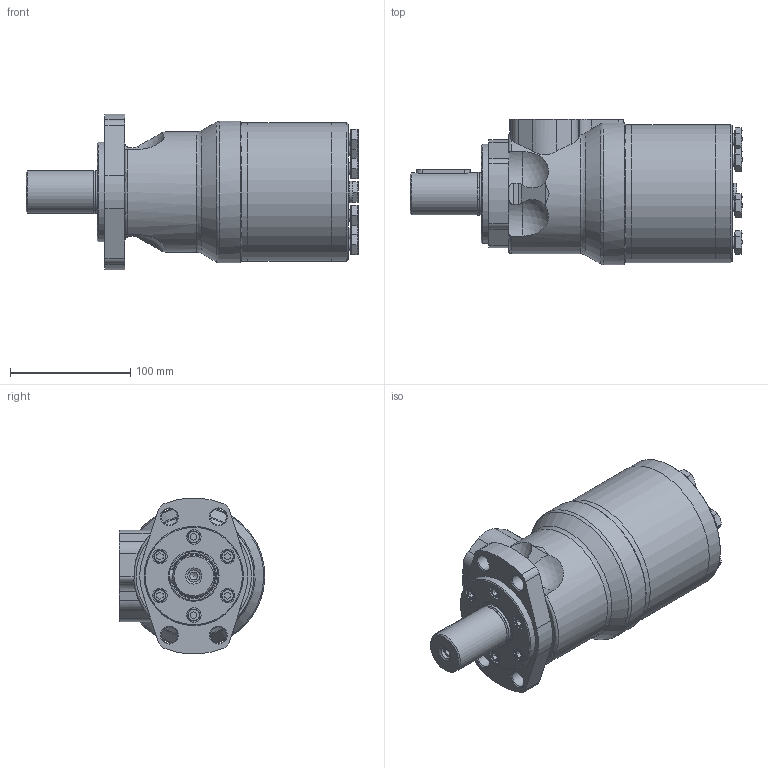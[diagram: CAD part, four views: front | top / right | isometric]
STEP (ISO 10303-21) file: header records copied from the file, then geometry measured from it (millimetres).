
FILE_DESCRIPTION(/* description */ ('STEP AP214'),/* implementation_level */ '2;1');
FILE_NAME(/* name */ 'MH500CBP',/* time_stamp */ '2023-02-20T09:22:48+01:00',/* author */ ('License CC BY-ND 4.0'),/* organization */ ('CADENAS'),/* preprocessor_version */ 'ST-DEVELOPER v18.102',/* originating_system */ 'PARTsolutions',/* authorisation */ ' ');
FILE_SCHEMA (('AUTOMOTIVE_DESIGN {1 0 10303 214 3 1 1}'));
Length unit declared in the file: millimetre
Products named in the file (8): MH500CBP; Hexagon bolt DIN 931-1 M10x650; MH-EC; MH500D; MH-VP; MHCBSH; MH-BO; MH-FC
Assembly tree (13 placements, depth 2):
  MH500CBP
    Hexagon bolt DIN 931-1 M10x650  x7
    MH-EC
    MH500D
    MH-VP
    MHCBSH
    MH-BO
    MH-FC
Bounding box: 276.2 x 121 x 129.6 mm (x, y, z)
Volume: 1977772.5 mm3; surface area: 241591 mm2
Topology: 13 solids, 13 shells, 436 faces, 982 edges, 624 vertices
Faces by surface type: plane 190, cylinder 123, cone 89, torus 30, sphere 4
Full cylindrical faces by diameter (mm): 2 x2, 6 x6, 6.647 x5, 8.376 x7, 10 x14, 10.4 x14, 10.5 x7, 12 x6, 13.5 x4, 16 x7, 17 x1, 18 x1, 18.631 x2, 34.98 x1, 35 x2, 35.4 x1, 35.7 x1, 38 x1, 42 x1, 48 x1, 56.5 x1, 82.3 x1, 82.5 x1, 82.55 x1, 115 x3, 118 x1
Entity records: 8575 total; most frequent: CARTESIAN_POINT 1621, DIRECTION 1440, ORIENTED_EDGE 1120, AXIS2_PLACEMENT_3D 609, FACE_BOUND 564, EDGE_CURVE 560, EDGE_LOOP 548, VERTEX_POINT 454
